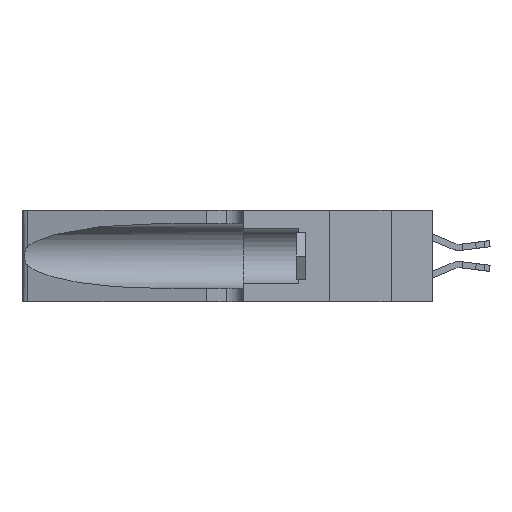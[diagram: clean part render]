
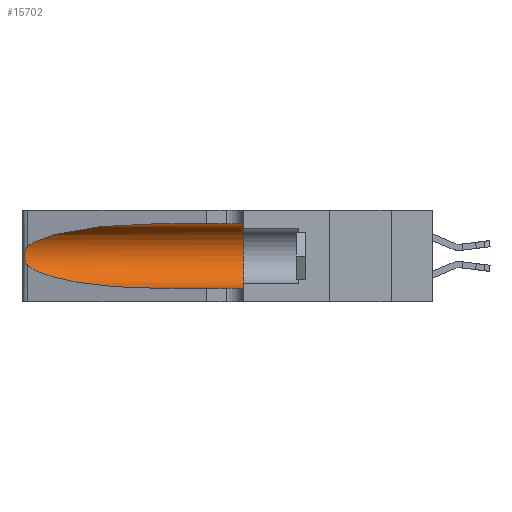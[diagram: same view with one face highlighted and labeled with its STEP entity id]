
A CAD part, left-side view. The second image highlights one B-rep face of the part: STEP entity #15702.
In plain terms, the highlighted cylindrical face has radius 3.308 mm (diameter 6.617 mm), a partial arc.
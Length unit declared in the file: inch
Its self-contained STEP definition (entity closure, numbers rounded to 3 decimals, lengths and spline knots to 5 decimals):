
#1024 = EDGE_CURVE ( 'NONE', #25988, #25467, #4609, .T. ) ;
#1116 = CARTESIAN_POINT ( 'NONE',  ( 0.25787, 1.23484, 0.2124 ) ) ;
#1222 = DIRECTION ( 'NONE',  ( 0., -1., 0. ) ) ;
#1839 = EDGE_CURVE ( 'NONE', #29268, #27941, #23810, .T. ) ;
#2561 = CYLINDRICAL_SURFACE ( 'NONE', #12250, 0.13025 ) ;
#2830 = VECTOR ( 'NONE', #27518, 39.37008 ) ;
#3451 = CARTESIAN_POINT ( 'NONE',  ( 0.1305, 0.72297, 0.31525 ) ) ;
#3564 = DIRECTION ( 'NONE',  ( 0., 0., -1. ) ) ;
#4609 =( BOUNDED_CURVE ( )  B_SPLINE_CURVE ( 3, ( #3451, #10518, #7962, #21854 ),
 .UNSPECIFIED., .F., .T. ) 
 B_SPLINE_CURVE_WITH_KNOTS ( ( 4, 4 ),
 ( 1.5708, 2.84003 ),
 .UNSPECIFIED. ) 
 CURVE ( )  GEOMETRIC_REPRESENTATION_ITEM ( )  RATIONAL_B_SPLINE_CURVE ( ( 1., 0.87, 0.87, 1. ) ) 
 REPRESENTATION_ITEM ( '' )  );
#5052 = CIRCLE ( 'NONE', #29471, 0.13025 ) ;
#5520 = CARTESIAN_POINT ( 'NONE',  ( 0.25555, 1.22993, 0.14849 ) ) ;
#6503 = CARTESIAN_POINT ( 'NONE',  ( 0.1305, 1.61858, 0.05475 ) ) ;
#7235 = VERTEX_POINT ( 'NONE', #28699 ) ;
#7802 = B_SPLINE_CURVE_WITH_KNOTS ( 'NONE', 3,
 ( #15160, #19595, #19997, #1116, #26660, #24630, #26757, #7876, #26958, #22358, #12504, #12696, #5520, #29125 ),
 .UNSPECIFIED., .F., .F.,
 ( 4, 2, 2, 2, 2, 2, 4 ),
 ( 0., 0.00027, 0.00053, 0.00107, 0.0016, 0.00187, 0.00214 ),
 .UNSPECIFIED. ) ;
#7876 = CARTESIAN_POINT ( 'NONE',  ( 0.26075, 1.23896, 0.178 ) ) ;
#7962 = CARTESIAN_POINT ( 'NONE',  ( 0.2373, 1.15595, 0.28018 ) ) ;
#9278 = ORIENTED_EDGE ( 'NONE', *, *, #1839, .T. ) ;
#10518 = CARTESIAN_POINT ( 'NONE',  ( 0.18966, 0.96281, 0.31525 ) ) ;
#10646 = CARTESIAN_POINT ( 'NONE',  ( 0.1305, 1.61858, 0.185 ) ) ;
#11416 = FACE_OUTER_BOUND ( 'NONE', #24405, .T. ) ;
#12250 = AXIS2_PLACEMENT_3D ( 'NONE', #10646, #1222, #3564 ) ;
#12504 = CARTESIAN_POINT ( 'NONE',  ( 0.25789, 1.23486, 0.15765 ) ) ;
#12696 = CARTESIAN_POINT ( 'NONE',  ( 0.25639, 1.23186, 0.15144 ) ) ;
#12863 = VECTOR ( 'NONE', #13585, 39.37008 ) ;
#13377 = CARTESIAN_POINT ( 'NONE',  ( 0.1305, 1.61858, 0.31525 ) ) ;
#13585 = DIRECTION ( 'NONE',  ( 0., -1., 0. ) ) ;
#14537 = CARTESIAN_POINT ( 'NONE',  ( 0.25487, 1.22718, 0.14631 ) ) ;
#14719 = DIRECTION ( 'NONE',  ( 0., 0., 1. ) ) ;
#14909 = CARTESIAN_POINT ( 'NONE',  ( 0.1305, 0.35, 0.185 ) ) ;
#15160 = CARTESIAN_POINT ( 'NONE',  ( 0.25487, 1.22718, 0.22369 ) ) ;
#15621 = CARTESIAN_POINT ( 'NONE',  ( 0.18966, 0.96281, 0.05475 ) ) ;
#15702 = ADVANCED_FACE ( 'NONE', ( #11416 ), #2561, .F. ) ;
#15851 = ORIENTED_EDGE ( 'NONE', *, *, #19136, .T. ) ;
#17237 = ORIENTED_EDGE ( 'NONE', *, *, #22411, .F. ) ;
#19136 = EDGE_CURVE ( 'NONE', #25467, #29268, #7802, .T. ) ;
#19194 = VERTEX_POINT ( 'NONE', #28929 ) ;
#19595 = CARTESIAN_POINT ( 'NONE',  ( 0.25555, 1.22994, 0.2215 ) ) ;
#19997 = CARTESIAN_POINT ( 'NONE',  ( 0.25639, 1.23184, 0.21858 ) ) ;
#20730 = EDGE_CURVE ( 'NONE', #25988, #19194, #24634, .T. ) ;
#21586 = CARTESIAN_POINT ( 'NONE',  ( 0.1305, 0.72297, 0.05475 ) ) ;
#21854 = CARTESIAN_POINT ( 'NONE',  ( 0.25487, 1.22718, 0.22369 ) ) ;
#22358 = CARTESIAN_POINT ( 'NONE',  ( 0.25856, 1.23593, 0.16098 ) ) ;
#22411 = EDGE_CURVE ( 'NONE', #19194, #7235, #5052, .T. ) ;
#22632 = CARTESIAN_POINT ( 'NONE',  ( 0.2373, 1.15595, 0.08982 ) ) ;
#22719 = EDGE_CURVE ( 'NONE', #27941, #7235, #23089, .T. ) ;
#23012 = ORIENTED_EDGE ( 'NONE', *, *, #22719, .T. ) ;
#23018 = ORIENTED_EDGE ( 'NONE', *, *, #20730, .F. ) ;
#23089 = LINE ( 'NONE', #6503, #2830 ) ;
#23810 =( BOUNDED_CURVE ( )  B_SPLINE_CURVE ( 3, ( #29890, #22632, #15621, #27314 ),
 .UNSPECIFIED., .F., .F. ) 
 B_SPLINE_CURVE_WITH_KNOTS ( ( 4, 4 ),
 ( 3.44316, 4.71239 ),
 .UNSPECIFIED. ) 
 CURVE ( )  GEOMETRIC_REPRESENTATION_ITEM ( )  RATIONAL_B_SPLINE_CURVE ( ( 1., 0.87, 0.87, 1. ) ) 
 REPRESENTATION_ITEM ( '' )  );
#24405 = EDGE_LOOP ( 'NONE', ( #26006, #15851, #9278, #23012, #17237, #23018 ) ) ;
#24630 = CARTESIAN_POINT ( 'NONE',  ( 0.26018, 1.23835, 0.19895 ) ) ;
#24634 = LINE ( 'NONE', #13377, #12863 ) ;
#25467 = VERTEX_POINT ( 'NONE', #26456 ) ;
#25988 = VERTEX_POINT ( 'NONE', #28351 ) ;
#26006 = ORIENTED_EDGE ( 'NONE', *, *, #1024, .T. ) ;
#26456 = CARTESIAN_POINT ( 'NONE',  ( 0.25487, 1.22718, 0.22369 ) ) ;
#26610 = DIRECTION ( 'NONE',  ( 0., 1., 0. ) ) ;
#26660 = CARTESIAN_POINT ( 'NONE',  ( 0.25854, 1.2359, 0.20912 ) ) ;
#26757 = CARTESIAN_POINT ( 'NONE',  ( 0.26075, 1.23896, 0.19203 ) ) ;
#26958 = CARTESIAN_POINT ( 'NONE',  ( 0.26017, 1.23833, 0.17102 ) ) ;
#27314 = CARTESIAN_POINT ( 'NONE',  ( 0.1305, 0.72297, 0.05475 ) ) ;
#27518 = DIRECTION ( 'NONE',  ( 0., -1., 0. ) ) ;
#27941 = VERTEX_POINT ( 'NONE', #21586 ) ;
#28351 = CARTESIAN_POINT ( 'NONE',  ( 0.1305, 0.72297, 0.31525 ) ) ;
#28699 = CARTESIAN_POINT ( 'NONE',  ( 0.1305, 0.35, 0.05475 ) ) ;
#28929 = CARTESIAN_POINT ( 'NONE',  ( 0.1305, 0.35, 0.31525 ) ) ;
#29125 = CARTESIAN_POINT ( 'NONE',  ( 0.25487, 1.22718, 0.14631 ) ) ;
#29268 = VERTEX_POINT ( 'NONE', #14537 ) ;
#29471 = AXIS2_PLACEMENT_3D ( 'NONE', #14909, #26610, #14719 ) ;
#29890 = CARTESIAN_POINT ( 'NONE',  ( 0.25487, 1.22718, 0.14631 ) ) ;
